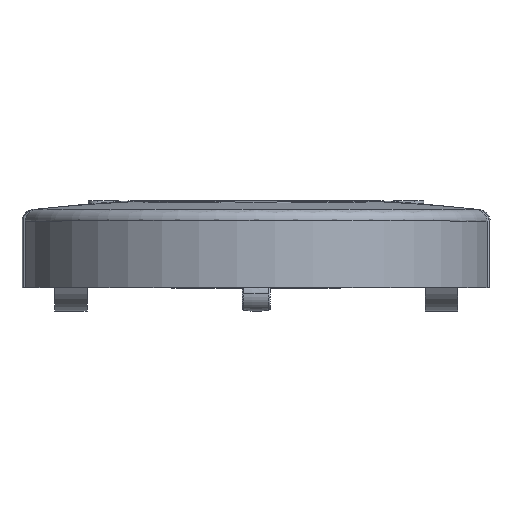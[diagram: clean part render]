
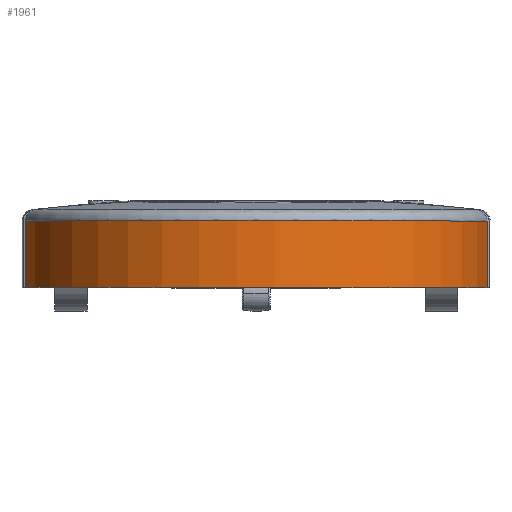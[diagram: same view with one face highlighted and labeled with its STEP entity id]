
A CAD part, top view. The second image highlights one B-rep face of the part: STEP entity #1961.
In plain terms, the highlighted cylindrical face has radius 164.975 mm (diameter 329.95 mm), a partial arc.
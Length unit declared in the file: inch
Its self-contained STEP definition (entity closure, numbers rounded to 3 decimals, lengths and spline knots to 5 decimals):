
#1895 = EDGE_CURVE ( 'NONE', #1964, #1896, #4026, .T. ) ;
#1896 = VERTEX_POINT ( 'NONE', #4021 ) ;
#1897 = ORIENTED_EDGE ( 'NONE', *, *, #1898, .F. ) ;
#1898 = EDGE_CURVE ( 'NONE', #1899, #1896, #4020, .T. ) ;
#1899 = VERTEX_POINT ( 'NONE', #4016 ) ;
#1900 = ORIENTED_EDGE ( 'NONE', *, *, #1901, .T. ) ;
#1901 = EDGE_CURVE ( 'NONE', #1899, #1902, #4015, .T. ) ;
#1902 = VERTEX_POINT ( 'NONE', #4010 ) ;
#1903 = ORIENTED_EDGE ( 'NONE', *, *, #1904, .T. ) ;
#1904 = EDGE_CURVE ( 'NONE', #1902, #1964, #3931, .T. ) ;
#1961 = ADVANCED_FACE ( 'NONE', ( #4113 ), #4112, .T. ) ;
#1962 = EDGE_LOOP ( 'NONE', ( #1963, #1897, #1900, #1903 ) ) ;
#1963 = ORIENTED_EDGE ( 'NONE', *, *, #1895, .T. ) ;
#1964 = VERTEX_POINT ( 'NONE', #4110 ) ;
#3928 = DIRECTION ( 'NONE',  ( 0., 1., 0. ) ) ;
#3929 = VECTOR ( 'NONE', #3928, 39.37008 ) ;
#3930 = CARTESIAN_POINT ( 'NONE',  ( 6.40211, -0.655, 1.09499 ) ) ;
#3931 = LINE ( 'NONE', #3930, #3929 ) ;
#4010 = CARTESIAN_POINT ( 'NONE',  ( 6.40211, 0., 1.09499 ) ) ;
#4011 = DIRECTION ( 'NONE',  ( 0., 0., 1. ) ) ;
#4012 = DIRECTION ( 'NONE',  ( 0., 1., 0. ) ) ;
#4013 = CARTESIAN_POINT ( 'NONE',  ( 0., 0., 0. ) ) ;
#4014 = AXIS2_PLACEMENT_3D ( 'NONE', #4013, #4012, #4011 ) ;
#4015 = CIRCLE ( 'NONE', #4014, 6.49508 ) ;
#4016 = CARTESIAN_POINT ( 'NONE',  ( -6.40211, 0., 1.09499 ) ) ;
#4017 = DIRECTION ( 'NONE',  ( 0., 1., 0. ) ) ;
#4018 = VECTOR ( 'NONE', #4017, 39.37008 ) ;
#4019 = CARTESIAN_POINT ( 'NONE',  ( -6.40211, -0.655, 1.09499 ) ) ;
#4020 = LINE ( 'NONE', #4019, #4018 ) ;
#4021 = CARTESIAN_POINT ( 'NONE',  ( -6.40211, 1.84083, 1.09499 ) ) ;
#4022 = DIRECTION ( 'NONE',  ( 0., 0., -1. ) ) ;
#4023 = DIRECTION ( 'NONE',  ( 0., -1., 0. ) ) ;
#4024 = CARTESIAN_POINT ( 'NONE',  ( 0., 1.84083, 0. ) ) ;
#4025 = AXIS2_PLACEMENT_3D ( 'NONE', #4024, #4023, #4022 ) ;
#4026 = CIRCLE ( 'NONE', #4025, 6.49508 ) ;
#4107 = DIRECTION ( 'NONE',  ( 0., 0., -1. ) ) ;
#4108 = DIRECTION ( 'NONE',  ( 0., -1., 0. ) ) ;
#4109 = AXIS2_PLACEMENT_3D ( 'NONE', #4111, #4108, #4107 ) ;
#4110 = CARTESIAN_POINT ( 'NONE',  ( 6.40211, 1.84083, 1.09499 ) ) ;
#4111 = CARTESIAN_POINT ( 'NONE',  ( 0., 2.13, 0. ) ) ;
#4112 = CYLINDRICAL_SURFACE ( 'NONE', #4109, 6.49508 ) ;
#4113 = FACE_OUTER_BOUND ( 'NONE', #1962, .T. ) ;
